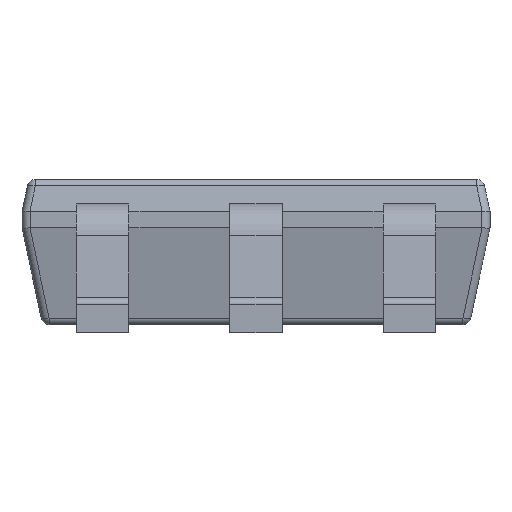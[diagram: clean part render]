
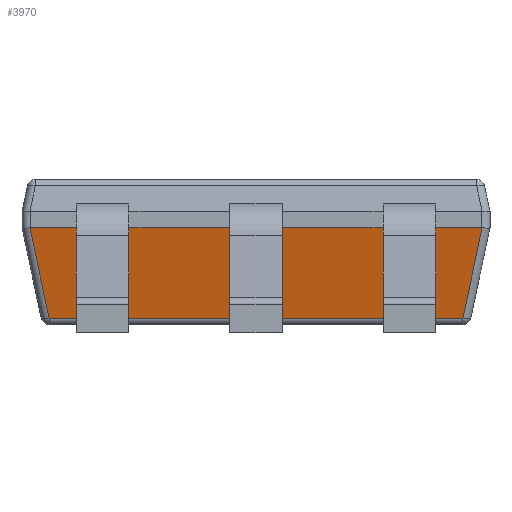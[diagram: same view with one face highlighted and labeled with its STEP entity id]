
A CAD part, left-side view. The second image highlights one B-rep face of the part: STEP entity #3970.
In plain terms, the highlighted planar face has unit normal (-0.978, 0, -0.208).
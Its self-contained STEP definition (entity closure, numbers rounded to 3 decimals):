
#19=ELLIPSE('',#4163,0.24,0.05);
#26=ELLIPSE('',#4172,0.24,0.05);
#305=FACE_OUTER_BOUND('',#520,.T.);
#520=EDGE_LOOP('',(#3122,#3123,#3124,#3125,#3126,#3127,#3128,#3129,#3130,
#3131,#3132,#3133,#3134,#3135,#3136,#3137,#3138,#3139));
#866=LINE('',#6073,#1325);
#875=LINE('',#6086,#1334);
#876=LINE('',#6088,#1335);
#881=LINE('',#6097,#1340);
#912=LINE('',#6163,#1371);
#913=LINE('',#6165,#1372);
#914=LINE('',#6167,#1373);
#915=LINE('',#6169,#1374);
#916=LINE('',#6171,#1375);
#917=LINE('',#6173,#1376);
#918=LINE('',#6175,#1377);
#919=LINE('',#6177,#1378);
#920=LINE('',#6179,#1379);
#921=LINE('',#6181,#1380);
#922=LINE('',#6183,#1381);
#923=LINE('',#6184,#1382);
#1325=VECTOR('',#4951,0.585);
#1334=VECTOR('',#4968,0.585);
#1335=VECTOR('',#4971,2.564);
#1340=VECTOR('',#4980,0.288);
#1371=VECTOR('',#5031,0.026);
#1372=VECTOR('',#5032,0.325);
#1373=VECTOR('',#5033,0.026);
#1374=VECTOR('',#5034,0.625);
#1375=VECTOR('',#5035,0.026);
#1376=VECTOR('',#5036,0.325);
#1377=VECTOR('',#5037,0.026);
#1378=VECTOR('',#5038,0.625);
#1379=VECTOR('',#5039,0.026);
#1380=VECTOR('',#5040,0.325);
#1381=VECTOR('',#5041,0.026);
#1382=VECTOR('',#5042,0.288);
#1683=VERTEX_POINT('',#5930);
#1688=VERTEX_POINT('',#5945);
#1693=VERTEX_POINT('',#5958);
#1700=VERTEX_POINT('',#5971);
#1710=VERTEX_POINT('',#5993);
#1711=VERTEX_POINT('',#5995);
#1734=VERTEX_POINT('',#6095);
#1759=VERTEX_POINT('',#6162);
#1760=VERTEX_POINT('',#6164);
#1761=VERTEX_POINT('',#6166);
#1762=VERTEX_POINT('',#6168);
#1763=VERTEX_POINT('',#6170);
#1764=VERTEX_POINT('',#6172);
#1765=VERTEX_POINT('',#6174);
#1766=VERTEX_POINT('',#6176);
#1767=VERTEX_POINT('',#6178);
#1768=VERTEX_POINT('',#6180);
#1769=VERTEX_POINT('',#6182);
#2147=EDGE_CURVE('',#1700,#1693,#19,.T.);
#2157=EDGE_CURVE('',#1710,#1711,#26,.T.);
#2198=EDGE_CURVE('',#1711,#1688,#866,.T.);
#2207=EDGE_CURVE('',#1683,#1700,#875,.T.);
#2208=EDGE_CURVE('',#1688,#1683,#876,.T.);
#2213=EDGE_CURVE('',#1710,#1734,#881,.T.);
#2244=EDGE_CURVE('',#1759,#1734,#912,.T.);
#2245=EDGE_CURVE('',#1760,#1759,#913,.T.);
#2246=EDGE_CURVE('',#1761,#1760,#914,.T.);
#2247=EDGE_CURVE('',#1761,#1762,#915,.T.);
#2248=EDGE_CURVE('',#1763,#1762,#916,.T.);
#2249=EDGE_CURVE('',#1764,#1763,#917,.T.);
#2250=EDGE_CURVE('',#1765,#1764,#918,.T.);
#2251=EDGE_CURVE('',#1765,#1766,#919,.T.);
#2252=EDGE_CURVE('',#1767,#1766,#920,.T.);
#2253=EDGE_CURVE('',#1768,#1767,#921,.T.);
#2254=EDGE_CURVE('',#1769,#1768,#922,.T.);
#2255=EDGE_CURVE('',#1769,#1693,#923,.T.);
#3122=ORIENTED_EDGE('',*,*,#2157,.F.);
#3123=ORIENTED_EDGE('',*,*,#2213,.T.);
#3124=ORIENTED_EDGE('',*,*,#2244,.F.);
#3125=ORIENTED_EDGE('',*,*,#2245,.F.);
#3126=ORIENTED_EDGE('',*,*,#2246,.F.);
#3127=ORIENTED_EDGE('',*,*,#2247,.T.);
#3128=ORIENTED_EDGE('',*,*,#2248,.F.);
#3129=ORIENTED_EDGE('',*,*,#2249,.F.);
#3130=ORIENTED_EDGE('',*,*,#2250,.F.);
#3131=ORIENTED_EDGE('',*,*,#2251,.T.);
#3132=ORIENTED_EDGE('',*,*,#2252,.F.);
#3133=ORIENTED_EDGE('',*,*,#2253,.F.);
#3134=ORIENTED_EDGE('',*,*,#2254,.F.);
#3135=ORIENTED_EDGE('',*,*,#2255,.T.);
#3136=ORIENTED_EDGE('',*,*,#2147,.F.);
#3137=ORIENTED_EDGE('',*,*,#2207,.F.);
#3138=ORIENTED_EDGE('',*,*,#2208,.F.);
#3139=ORIENTED_EDGE('',*,*,#2198,.F.);
#3649=PLANE('',#4227);
#3970=ADVANCED_FACE('',(#305),#3649,.T.);
#4163=AXIS2_PLACEMENT_3D('',#5973,#4835,#4836);
#4172=AXIS2_PLACEMENT_3D('',#5996,#4856,#4857);
#4227=AXIS2_PLACEMENT_3D('',#6161,#5029,#5030);
#4835=DIRECTION('center_axis',(0.978,0.,0.208));
#4836=DIRECTION('ref_axis',(-0.208,0.,0.978));
#4856=DIRECTION('center_axis',(0.978,0.,0.208));
#4857=DIRECTION('ref_axis',(-0.208,0.,0.978));
#4951=DIRECTION('',(0.204,0.204,-0.958));
#4968=DIRECTION('',(-0.204,0.204,0.958));
#4971=DIRECTION('',(0.,1.,0.));
#4980=DIRECTION('',(0.,1.,0.));
#5029=DIRECTION('center_axis',(-0.978,0.,-0.208));
#5030=DIRECTION('ref_axis',(-0.208,0.,0.978));
#5031=DIRECTION('',(-0.208,0.,0.978));
#5032=DIRECTION('',(0.,-1.,0.));
#5033=DIRECTION('',(0.208,0.,-0.978));
#5034=DIRECTION('',(0.,1.,0.));
#5035=DIRECTION('',(-0.208,0.,0.978));
#5036=DIRECTION('',(0.,-1.,0.));
#5037=DIRECTION('',(0.208,0.,-0.978));
#5038=DIRECTION('',(0.,1.,0.));
#5039=DIRECTION('',(-0.208,0.,0.978));
#5040=DIRECTION('',(0.,-1.,0.));
#5041=DIRECTION('',(0.208,0.,-0.978));
#5042=DIRECTION('',(0.,1.,0.));
#5930=CARTESIAN_POINT('',(-0.631,1.282,0.09));
#5945=CARTESIAN_POINT('',(-0.631,-1.282,0.09));
#5958=CARTESIAN_POINT('',(-0.75,1.4,0.65));
#5971=CARTESIAN_POINT('',(-0.75,1.401,0.65));
#5973=CARTESIAN_POINT('Origin',(-0.7,1.4,0.415));
#5993=CARTESIAN_POINT('',(-0.75,-1.4,0.65));
#5995=CARTESIAN_POINT('',(-0.75,-1.401,0.65));
#5996=CARTESIAN_POINT('Origin',(-0.7,-1.4,0.415));
#6073=CARTESIAN_POINT('',(-0.638,-1.289,0.121));
#6086=CARTESIAN_POINT('',(-0.638,1.289,0.121));
#6088=CARTESIAN_POINT('',(-0.631,0.,0.09));
#6095=CARTESIAN_POINT('',(-0.75,-1.113,0.65));
#6097=CARTESIAN_POINT('',(-0.75,0.,0.65));
#6161=CARTESIAN_POINT('Origin',(-0.686,0.,0.35));
#6162=CARTESIAN_POINT('',(-0.745,-1.113,0.625));
#6163=CARTESIAN_POINT('',(-0.683,-1.113,0.333));
#6164=CARTESIAN_POINT('',(-0.745,-0.788,0.625));
#6165=CARTESIAN_POINT('',(-0.745,0.,0.625));
#6166=CARTESIAN_POINT('',(-0.75,-0.788,0.65));
#6167=CARTESIAN_POINT('',(-0.683,-0.788,0.335));
#6168=CARTESIAN_POINT('',(-0.75,-0.163,0.65));
#6169=CARTESIAN_POINT('',(-0.75,0.,0.65));
#6170=CARTESIAN_POINT('',(-0.745,-0.163,0.625));
#6171=CARTESIAN_POINT('',(-0.751,-0.163,0.656));
#6172=CARTESIAN_POINT('',(-0.745,0.163,0.625));
#6173=CARTESIAN_POINT('',(-0.745,0.,0.625));
#6174=CARTESIAN_POINT('',(-0.75,0.163,0.65));
#6175=CARTESIAN_POINT('',(-0.683,0.163,0.335));
#6176=CARTESIAN_POINT('',(-0.75,0.788,0.65));
#6177=CARTESIAN_POINT('',(-0.75,0.,0.65));
#6178=CARTESIAN_POINT('',(-0.745,0.788,0.625));
#6179=CARTESIAN_POINT('',(-0.751,0.788,0.656));
#6180=CARTESIAN_POINT('',(-0.745,1.113,0.625));
#6181=CARTESIAN_POINT('',(-0.745,0.,0.625));
#6182=CARTESIAN_POINT('',(-0.75,1.113,0.65));
#6183=CARTESIAN_POINT('',(-0.683,1.113,0.333));
#6184=CARTESIAN_POINT('',(-0.75,0.,0.65));
